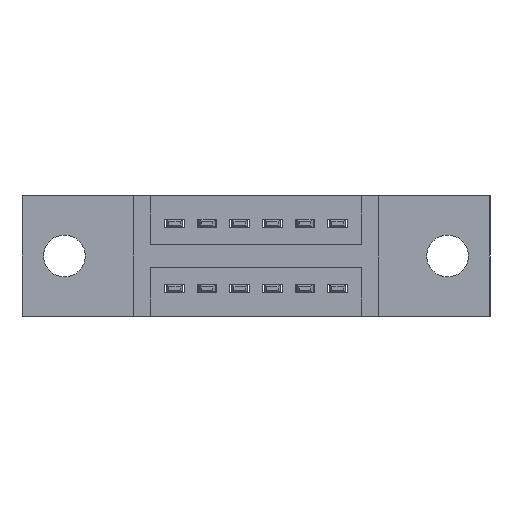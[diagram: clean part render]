
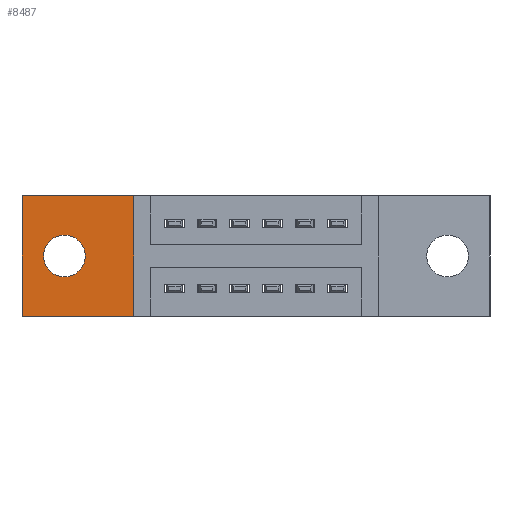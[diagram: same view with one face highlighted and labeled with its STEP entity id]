
A CAD part, front view. The second image highlights one B-rep face of the part: STEP entity #8487.
In plain terms, the highlighted planar face has unit normal (0, -1, 0).
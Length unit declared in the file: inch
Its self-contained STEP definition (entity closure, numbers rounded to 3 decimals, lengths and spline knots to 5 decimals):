
#19 = ORIENTED_EDGE ( 'NONE', *, *, #7594, .F. ) ;
#816 = CARTESIAN_POINT ( 'NONE',  ( 0.13, 0.17, -0.121 ) ) ;
#952 = VERTEX_POINT ( 'NONE', #1440 ) ;
#1376 = EDGE_CURVE ( 'NONE', #4481, #952, #6767, .T. ) ;
#1440 = CARTESIAN_POINT ( 'NONE',  ( 0., 0.17, 0. ) ) ;
#1445 = VECTOR ( 'NONE', #2222, 39.37008 ) ;
#1466 = CARTESIAN_POINT ( 'NONE',  ( 0.13, 0.17, -0.185 ) ) ;
#1720 = DIRECTION ( 'NONE',  ( 0., 0., 1. ) ) ;
#1843 = LINE ( 'NONE', #3565, #8923 ) ;
#1878 = VERTEX_POINT ( 'NONE', #8390 ) ;
#1950 = LINE ( 'NONE', #6939, #3983 ) ;
#2064 = ORIENTED_EDGE ( 'NONE', *, *, #8691, .T. ) ;
#2157 = DIRECTION ( 'NONE',  ( 0., 0., -1. ) ) ;
#2185 = DIRECTION ( 'NONE',  ( 0., -1., 0. ) ) ;
#2222 = DIRECTION ( 'NONE',  ( -1., 0., 0. ) ) ;
#2486 = CARTESIAN_POINT ( 'NONE',  ( 0.3425, 0.17, -0.37 ) ) ;
#3166 = DIRECTION ( 'NONE',  ( 0., 0., -1. ) ) ;
#3288 = CARTESIAN_POINT ( 'NONE',  ( 0.13, 0.17, -0.249 ) ) ;
#3394 = CARTESIAN_POINT ( 'NONE',  ( 0., 0.17, -0.37 ) ) ;
#3565 = CARTESIAN_POINT ( 'NONE',  ( 0.3425, 0.17, 0. ) ) ;
#3713 = CIRCLE ( 'NONE', #7891, 0.064 ) ;
#3737 = ORIENTED_EDGE ( 'NONE', *, *, #4196, .T. ) ;
#3786 = DIRECTION ( 'NONE',  ( 0., -1., 0. ) ) ;
#3788 = EDGE_CURVE ( 'NONE', #8709, #4481, #1843, .T. ) ;
#3951 = AXIS2_PLACEMENT_3D ( 'NONE', #5283, #3786, #3166 ) ;
#3983 = VECTOR ( 'NONE', #4299, 39.37008 ) ;
#4027 = DIRECTION ( 'NONE',  ( 0., -1., 0. ) ) ;
#4038 = FACE_BOUND ( 'NONE', #4624, .T. ) ;
#4177 = VERTEX_POINT ( 'NONE', #3288 ) ;
#4196 = EDGE_CURVE ( 'NONE', #1878, #8709, #1950, .T. ) ;
#4299 = DIRECTION ( 'NONE',  ( 1., 0., 0. ) ) ;
#4403 = DIRECTION ( 'NONE',  ( 0., 0., -1. ) ) ;
#4481 = VERTEX_POINT ( 'NONE', #4717 ) ;
#4624 = EDGE_LOOP ( 'NONE', ( #7912, #19 ) ) ;
#4717 = CARTESIAN_POINT ( 'NONE',  ( 0.3425, 0.17, 0. ) ) ;
#4831 = PLANE ( 'NONE',  #5934 ) ;
#5283 = CARTESIAN_POINT ( 'NONE',  ( 0.13, 0.17, -0.185 ) ) ;
#5716 = VECTOR ( 'NONE', #2157, 39.37008 ) ;
#5760 = CARTESIAN_POINT ( 'NONE',  ( 0., 0.17, 0. ) ) ;
#5876 = CARTESIAN_POINT ( 'NONE',  ( 0., 0.17, 0. ) ) ;
#5934 = AXIS2_PLACEMENT_3D ( 'NONE', #3394, #4027, #7738 ) ;
#5991 = ORIENTED_EDGE ( 'NONE', *, *, #3788, .T. ) ;
#6028 = EDGE_LOOP ( 'NONE', ( #2064, #3737, #5991, #6647 ) ) ;
#6606 = EDGE_CURVE ( 'NONE', #7304, #4177, #3713, .T. ) ;
#6647 = ORIENTED_EDGE ( 'NONE', *, *, #1376, .T. ) ;
#6767 = LINE ( 'NONE', #5876, #1445 ) ;
#6939 = CARTESIAN_POINT ( 'NONE',  ( 0., 0.17, -0.37 ) ) ;
#7304 = VERTEX_POINT ( 'NONE', #816 ) ;
#7456 = CIRCLE ( 'NONE', #3951, 0.064 ) ;
#7594 = EDGE_CURVE ( 'NONE', #4177, #7304, #7456, .T. ) ;
#7738 = DIRECTION ( 'NONE',  ( 0., 0., -1. ) ) ;
#7891 = AXIS2_PLACEMENT_3D ( 'NONE', #1466, #2185, #4403 ) ;
#7912 = ORIENTED_EDGE ( 'NONE', *, *, #6606, .F. ) ;
#8390 = CARTESIAN_POINT ( 'NONE',  ( 0., 0.17, -0.37 ) ) ;
#8487 = ADVANCED_FACE ( 'NONE', ( #4038, #8742 ), #4831, .T. ) ;
#8691 = EDGE_CURVE ( 'NONE', #952, #1878, #9105, .T. ) ;
#8709 = VERTEX_POINT ( 'NONE', #2486 ) ;
#8742 = FACE_OUTER_BOUND ( 'NONE', #6028, .T. ) ;
#8923 = VECTOR ( 'NONE', #1720, 39.37008 ) ;
#9105 = LINE ( 'NONE', #5760, #5716 ) ;
